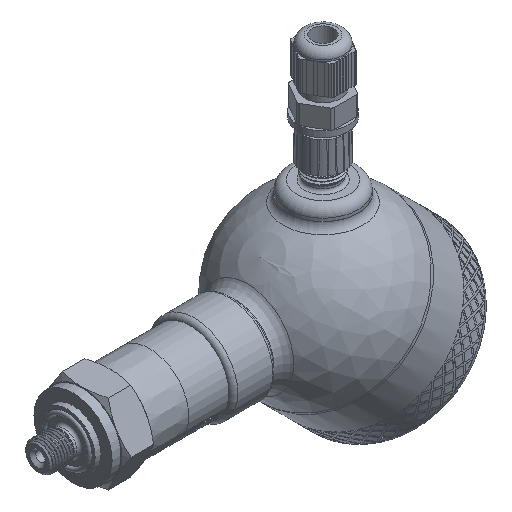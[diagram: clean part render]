
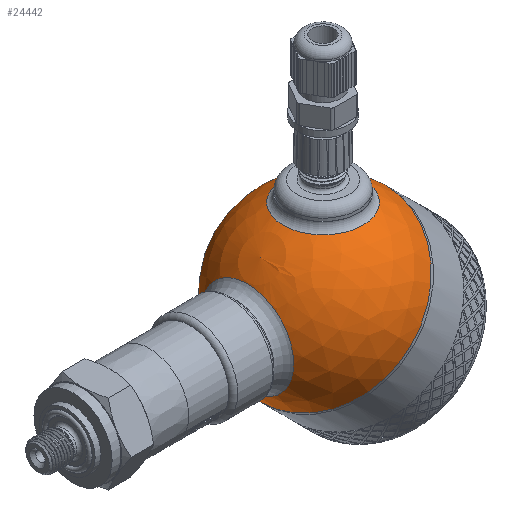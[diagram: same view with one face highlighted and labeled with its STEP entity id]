
A CAD part, isometric view. The second image highlights one B-rep face of the part: STEP entity #24442.
In plain terms, the highlighted spherical face has radius 30 mm.
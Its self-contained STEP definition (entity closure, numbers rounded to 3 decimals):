
#56=SPHERICAL_SURFACE('',#25927,30.);
#1030=FACE_BOUND('',#3501,.T.);
#1031=FACE_BOUND('',#3502,.T.);
#1910=FACE_OUTER_BOUND('',#3500,.T.);
#3500=EDGE_LOOP('',(#17913,#17914,#17915,#17916));
#3501=EDGE_LOOP('',(#17917));
#3502=EDGE_LOOP('',(#17918));
#4940=CIRCLE('',#25850,30.);
#4941=CIRCLE('',#25851,30.);
#4968=CIRCLE('',#25923,13.5);
#4971=CIRCLE('',#25928,30.);
#4972=CIRCLE('',#25929,15.643);
#9606=VERTEX_POINT('',#32143);
#9607=VERTEX_POINT('',#32145);
#10134=VERTEX_POINT('',#38909);
#10136=VERTEX_POINT('',#38916);
#10137=VERTEX_POINT('',#38918);
#12235=EDGE_CURVE('',#9606,#9607,#4940,.T.);
#12236=EDGE_CURVE('',#9607,#9606,#4941,.T.);
#13029=EDGE_CURVE('',#10134,#10134,#4968,.T.);
#13032=EDGE_CURVE('',#9607,#10136,#4971,.T.);
#13033=EDGE_CURVE('',#10137,#10137,#4972,.T.);
#17913=ORIENTED_EDGE('',*,*,#12236,.F.);
#17914=ORIENTED_EDGE('',*,*,#13032,.T.);
#17915=ORIENTED_EDGE('',*,*,#13032,.F.);
#17916=ORIENTED_EDGE('',*,*,#12235,.F.);
#17917=ORIENTED_EDGE('',*,*,#13033,.F.);
#17918=ORIENTED_EDGE('',*,*,#13029,.F.);
#24442=ADVANCED_FACE('',(#1910,#1030,#1031),#56,.T.);
#25850=AXIS2_PLACEMENT_3D('',#32146,#27231,#27232);
#25851=AXIS2_PLACEMENT_3D('',#32147,#27233,#27234);
#25923=AXIS2_PLACEMENT_3D('',#38910,#27655,#27656);
#25927=AXIS2_PLACEMENT_3D('',#38915,#27663,#27664);
#25928=AXIS2_PLACEMENT_3D('',#38917,#27665,#27666);
#25929=AXIS2_PLACEMENT_3D('',#38919,#27667,#27668);
#27231=DIRECTION('center_axis',(1.,0.,0.));
#27232=DIRECTION('ref_axis',(0.,1.,0.));
#27233=DIRECTION('center_axis',(1.,0.,0.));
#27234=DIRECTION('ref_axis',(0.,1.,0.));
#27655=DIRECTION('center_axis',(-0.707,0.,-0.707));
#27656=DIRECTION('ref_axis',(-0.707,0.,0.707));
#27663=DIRECTION('center_axis',(1.,0.,0.));
#27664=DIRECTION('ref_axis',(0.,-1.,0.));
#27665=DIRECTION('center_axis',(0.,0.,1.));
#27666=DIRECTION('ref_axis',(0.,1.,0.));
#27667=DIRECTION('center_axis',(-0.707,0.,0.707));
#27668=DIRECTION('ref_axis',(0.707,0.,0.707));
#32143=CARTESIAN_POINT('',(0.,-30.,0.));
#32145=CARTESIAN_POINT('',(0.,30.,0.));
#32146=CARTESIAN_POINT('Origin',(0.,0.,0.));
#32147=CARTESIAN_POINT('Origin',(0.,0.,0.));
#38909=CARTESIAN_POINT('',(-9.398,0.,-28.49));
#38910=CARTESIAN_POINT('Origin',(-18.944,0.,-18.944));
#38915=CARTESIAN_POINT('Origin',(0.,0.,0.));
#38916=CARTESIAN_POINT('',(-30.,0.,0.));
#38917=CARTESIAN_POINT('Origin',(0.,0.,0.));
#38918=CARTESIAN_POINT('',(-29.162,0.,7.04));
#38919=CARTESIAN_POINT('Origin',(-18.101,0.,18.101));
